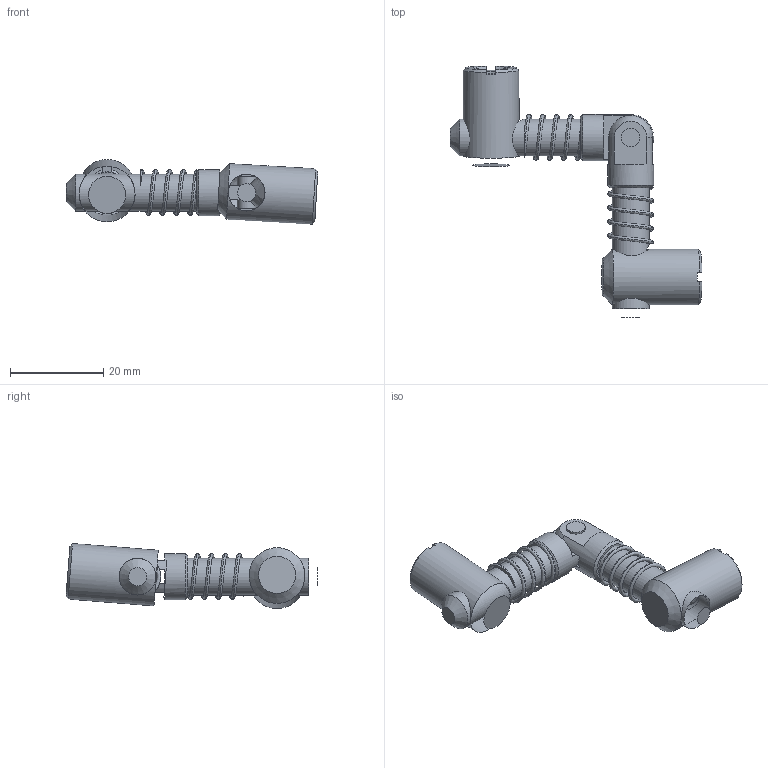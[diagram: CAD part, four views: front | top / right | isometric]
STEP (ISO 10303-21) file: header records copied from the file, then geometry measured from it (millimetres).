
FILE_DESCRIPTION(/* description */ ('Connessione snodata per giunzione foro frontale'),/* implementation_level */ '2;1');
FILE_NAME(/* name */ 'PCE30-07.stp',/* time_stamp */ '2021-02-19T08:25:04+01:00',/* author */ ('omnitec'),/* organization */ ('Microsoft'),/* preprocessor_version */ 'ST-DEVELOPER v18.1',/* originating_system */ 'Autodesk Inventor 2021',/* authorisation */ '');
FILE_SCHEMA (('AUTOMOTIVE_DESIGN { 1 0 10303 214 3 1 1 }'));
Length unit declared in the file: millimetre
Products named in the file (1): PCE30-07
Bounding box: 54.09 x 54.18 x 13.89 mm (x, y, z)
Volume: 2857.4 mm3; surface area: 5980.2 mm2
Topology: 5 solids, 9 shells, 99 faces, 252 edges, 166 vertices
Faces by surface type: plane 65, cone 16, cylinder 11, bspline 4, sphere 3
Full cylindrical faces by diameter (mm): 4 x1, 6.8 x2, 7.9 x4, 9.9 x2, 12 x2
Entity records: 5537 total; most frequent: CARTESIAN_POINT 3081, ORIENTED_EDGE 478, DIRECTION 471, EDGE_CURVE 249, AXIS2_PLACEMENT_3D 170, VERTEX_POINT 166, LINE 131, VECTOR 131
